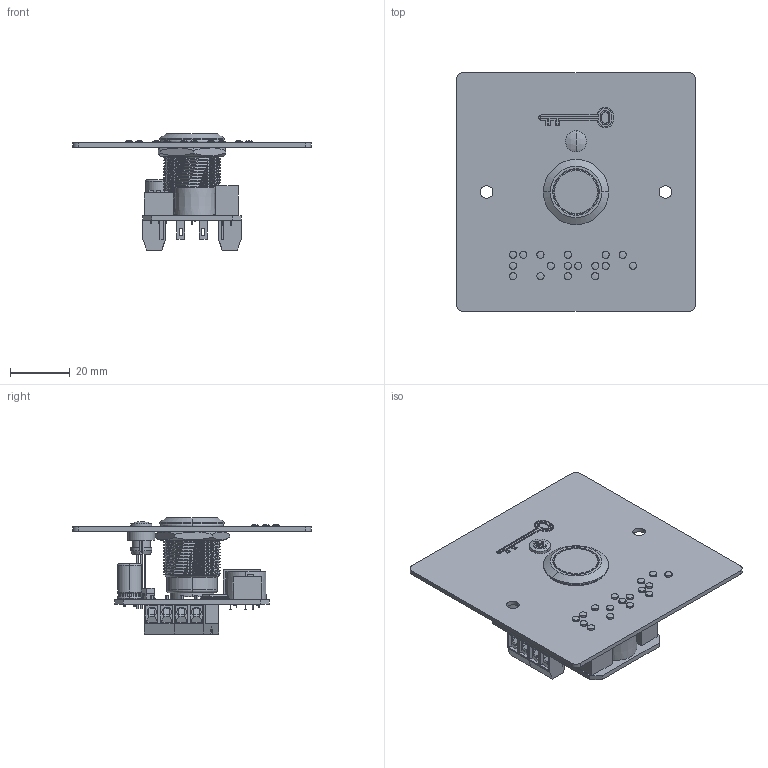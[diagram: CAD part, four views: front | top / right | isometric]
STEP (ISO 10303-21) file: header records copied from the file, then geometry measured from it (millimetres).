
FILE_DESCRIPTION (( 'STEP AP214' ), '1' );
FILE_NAME ('PB19_BBL3.STEP', '2021-08-02T07:14:32', ( '' ), ( '' ), 'SwSTEP 2.0', 'SolidWorks 2020', '' );
FILE_SCHEMA (( 'AUTOMOTIVE_DESIGN' ));
Length unit declared in the file: millimetre
Products named in the file (20): BP-BOUTON POUSSOIR INOX_PB19NO+NC; EP0171-PCB_VERSION ETROITE; EP0245-MICROCONTROLER; EP0225-TO-252; EP0178-RELAY; EP0246-COMPONANT; PP0253-RING; PP0252-LED SUPPORT; EP0180-LED 5MM_VERT PB19_BBL; PB19_BBL3; MP0402-MORTICE FACE_MP0445-LED +  BRAILLE PORTE + CLE; PB19_PB19NO+NC; EP0243-Electrolitic Capacitor Radial 8x12; EP0173-BUZZER; Klemmnic 3x; PCB0011-PCB PB HANDI_VERSION ETROITE + PB19_NO+NC + BORNIERS; Klemmnic 2x; EP0081-DIP SWITCH; BP-ECROU; BP-JOINT_COMPRESSE
Assembly tree (20 placements, depth 4):
  PB19_BBL3
    PCB0011-PCB PB HANDI_VERSION ETROITE + PB19_NO+NC + BORNIERS
      EP0171-PCB_VERSION ETROITE
      EP0173-BUZZER
      EP0178-RELAY
      EP0081-DIP SWITCH
      PB19_PB19NO+NC
        BP-BOUTON POUSSOIR INOX_PB19NO+NC
        BP-ECROU
        BP-JOINT_COMPRESSE
      EP0180-LED 5MM_VERT PB19_BBL
      EP0243-Electrolitic Capacitor Radial 8x12
      EP0245-MICROCONTROLER
      EP0225-TO-252
      EP0246-COMPONANT
      Klemmnic 2x  x2
      Klemmnic 3x
    MP0402-MORTICE FACE_MP0445-LED +  BRAILLE PORTE + CLE
    PP0252-LED SUPPORT
    PP0253-RING
Bounding box: 80 x 80 x 39 mm (x, y, z)
Volume: 25249.9 mm3; surface area: 27446.6 mm2
Topology: 18 solids, 18 shells, 1510 faces, 3922 edges, 2556 vertices
Faces by surface type: plane 879, cylinder 350, bspline 191, cone 34, sphere 30, torus 26
Entity records: 58910 total; most frequent: CARTESIAN_POINT 20092, ORIENTED_EDGE 7178, DIRECTION 6179, EDGE_CURVE 3589, VECTOR 2357, LINE 2357, VERTEX_POINT 2338, AXIS2_PLACEMENT_3D 1911
